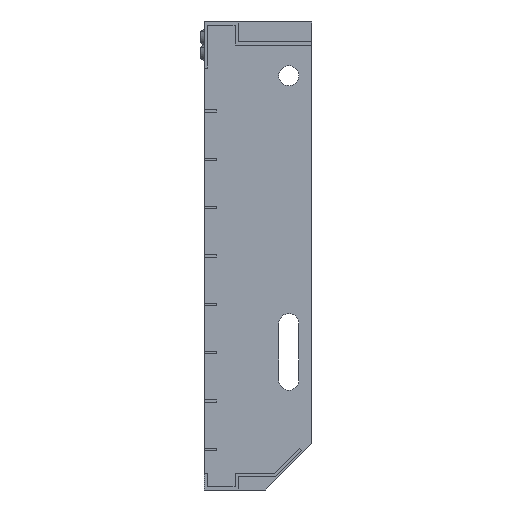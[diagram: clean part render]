
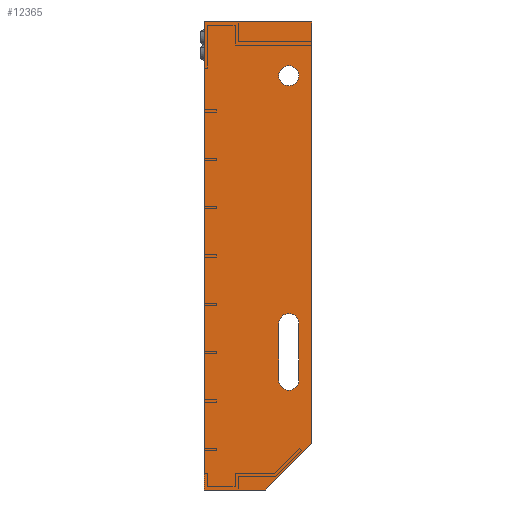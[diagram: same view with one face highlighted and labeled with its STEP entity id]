
A CAD part, left-side view. The second image highlights one B-rep face of the part: STEP entity #12365.
In plain terms, the highlighted planar face has unit normal (-1, 0, 0).
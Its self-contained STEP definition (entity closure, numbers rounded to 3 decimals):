
#208 = AXIS2_PLACEMENT_3D ( 'NONE', #9927, #12695, #16123 ) ;
#715 = ORIENTED_EDGE ( 'NONE', *, *, #39487, .T. ) ;
#1681 = CIRCLE ( 'NONE', #33328, 6.5 ) ;
#1725 = ORIENTED_EDGE ( 'NONE', *, *, #2617, .T. ) ;
#2260 = FACE_OUTER_BOUND ( 'NONE', #28215, .T. ) ;
#2419 = DIRECTION ( 'NONE',  ( 0., 0., -1. ) ) ;
#2617 = EDGE_CURVE ( 'NONE', #3127, #15437, #1681, .T. ) ;
#2853 = CARTESIAN_POINT ( 'NONE',  ( -750., 21.5, -233.5 ) ) ;
#2961 = ORIENTED_EDGE ( 'NONE', *, *, #10320, .T. ) ;
#3127 = VERTEX_POINT ( 'NONE', #18292 ) ;
#3354 = LINE ( 'NONE', #9886, #20503 ) ;
#3805 = EDGE_LOOP ( 'NONE', ( #12571, #2961, #13233, #715, #24980 ) ) ;
#4090 = CARTESIAN_POINT ( 'NONE',  ( -750., 21.5, -233.5 ) ) ;
#4226 = CARTESIAN_POINT ( 'NONE',  ( -750., 30., -305. ) ) ;
#4470 = CARTESIAN_POINT ( 'NONE',  ( -750., 70., -305. ) ) ;
#4536 = VECTOR ( 'NONE', #7670, 1000. ) ;
#4894 = LINE ( 'NONE', #25572, #28991 ) ;
#5095 = CARTESIAN_POINT ( 'NONE',  ( -750., 70., -305. ) ) ;
#5217 = AXIS2_PLACEMENT_3D ( 'NONE', #22080, #12218, #8279 ) ;
#5361 = VECTOR ( 'NONE', #16438, 1000. ) ;
#5412 = ORIENTED_EDGE ( 'NONE', *, *, #13428, .F. ) ;
#5657 = CARTESIAN_POINT ( 'NONE',  ( -750., 8.5, -233.5 ) ) ;
#5826 = EDGE_CURVE ( 'NONE', #19542, #23902, #34176, .T. ) ;
#6498 = EDGE_CURVE ( 'NONE', #23902, #34487, #14837, .T. ) ;
#6695 = EDGE_CURVE ( 'NONE', #22265, #42744, #17497, .T. ) ;
#6905 = VERTEX_POINT ( 'NONE', #2853 ) ;
#7670 = DIRECTION ( 'NONE',  ( 0., 0., 1. ) ) ;
#8279 = DIRECTION ( 'NONE',  ( 0., 0., 1. ) ) ;
#8326 = CARTESIAN_POINT ( 'NONE',  ( -750., 0., 0. ) ) ;
#8780 = CARTESIAN_POINT ( 'NONE',  ( -750., 15., -35. ) ) ;
#8831 = CARTESIAN_POINT ( 'NONE',  ( -750., 15., -41.5 ) ) ;
#8916 = VECTOR ( 'NONE', #35797, 1000. ) ;
#9886 = CARTESIAN_POINT ( 'NONE',  ( -750., 0., 0. ) ) ;
#9927 = CARTESIAN_POINT ( 'NONE',  ( -750., 15., -233.5 ) ) ;
#10137 = VERTEX_POINT ( 'NONE', #19911 ) ;
#10320 = EDGE_CURVE ( 'NONE', #34775, #10137, #15849, .T. ) ;
#11116 = CARTESIAN_POINT ( 'NONE',  ( -750., 30., -305. ) ) ;
#11644 = DIRECTION ( 'NONE',  ( 0., 0., -1. ) ) ;
#11948 = ORIENTED_EDGE ( 'NONE', *, *, #24944, .F. ) ;
#12218 = DIRECTION ( 'NONE',  ( 1., 0., 0. ) ) ;
#12365 = ADVANCED_FACE ( 'NONE', ( #37609, #38157, #2260 ), #31534, .F. ) ;
#12571 = ORIENTED_EDGE ( 'NONE', *, *, #31725, .T. ) ;
#12695 = DIRECTION ( 'NONE',  ( 1., 0., 0. ) ) ;
#13233 = ORIENTED_EDGE ( 'NONE', *, *, #13690, .T. ) ;
#13428 = EDGE_CURVE ( 'NONE', #22145, #19542, #4894, .T. ) ;
#13690 = EDGE_CURVE ( 'NONE', #10137, #6905, #33246, .T. ) ;
#14450 = EDGE_LOOP ( 'NONE', ( #25728, #1725 ) ) ;
#14451 = DIRECTION ( 'NONE',  ( 0., 0.707, -0.707 ) ) ;
#14837 = LINE ( 'NONE', #5095, #8916 ) ;
#15021 = ORIENTED_EDGE ( 'NONE', *, *, #29728, .F. ) ;
#15437 = VERTEX_POINT ( 'NONE', #8831 ) ;
#15772 = DIRECTION ( 'NONE',  ( 0., 0., -1. ) ) ;
#15849 = CIRCLE ( 'NONE', #42444, 6.5 ) ;
#16123 = DIRECTION ( 'NONE',  ( 0., 0., -1. ) ) ;
#16438 = DIRECTION ( 'NONE',  ( 0., 0., 1. ) ) ;
#17497 = CIRCLE ( 'NONE', #41216, 6.5 ) ;
#17671 = DIRECTION ( 'NONE',  ( 1., 0., 0. ) ) ;
#18249 = ORIENTED_EDGE ( 'NONE', *, *, #6498, .F. ) ;
#18292 = CARTESIAN_POINT ( 'NONE',  ( -750., 15., -28.5 ) ) ;
#19278 = CARTESIAN_POINT ( 'NONE',  ( -750., 8.5, -196.5 ) ) ;
#19542 = VERTEX_POINT ( 'NONE', #38309 ) ;
#19911 = CARTESIAN_POINT ( 'NONE',  ( -750., 15., -240. ) ) ;
#20503 = VECTOR ( 'NONE', #23848, 1000. ) ;
#22080 = CARTESIAN_POINT ( 'NONE',  ( -750., 0., 0. ) ) ;
#22145 = VERTEX_POINT ( 'NONE', #8326 ) ;
#22265 = VERTEX_POINT ( 'NONE', #33056 ) ;
#23460 = ORIENTED_EDGE ( 'NONE', *, *, #5826, .F. ) ;
#23848 = DIRECTION ( 'NONE',  ( 0., -1., 0. ) ) ;
#23902 = VERTEX_POINT ( 'NONE', #4226 ) ;
#24002 = VECTOR ( 'NONE', #14451, 1000. ) ;
#24944 = EDGE_CURVE ( 'NONE', #34487, #42524, #38572, .T. ) ;
#24980 = ORIENTED_EDGE ( 'NONE', *, *, #6695, .T. ) ;
#25572 = CARTESIAN_POINT ( 'NONE',  ( -750., 0., -275. ) ) ;
#25728 = ORIENTED_EDGE ( 'NONE', *, *, #38279, .T. ) ;
#26789 = CARTESIAN_POINT ( 'NONE',  ( -750., 70., 0. ) ) ;
#28215 = EDGE_LOOP ( 'NONE', ( #5412, #15021, #11948, #18249, #23460 ) ) ;
#28991 = VECTOR ( 'NONE', #11644, 1000. ) ;
#29120 = CIRCLE ( 'NONE', #36080, 6.5 ) ;
#29728 = EDGE_CURVE ( 'NONE', #42524, #22145, #3354, .T. ) ;
#30938 = CARTESIAN_POINT ( 'NONE',  ( -750., 15., -35. ) ) ;
#31091 = DIRECTION ( 'NONE',  ( 0., 0., -1. ) ) ;
#31148 = VECTOR ( 'NONE', #2419, 1000. ) ;
#31265 = CARTESIAN_POINT ( 'NONE',  ( -750., 70., 0. ) ) ;
#31534 = PLANE ( 'NONE',  #5217 ) ;
#31725 = EDGE_CURVE ( 'NONE', #42744, #34775, #32222, .T. ) ;
#32222 = LINE ( 'NONE', #33430, #31148 ) ;
#32419 = LINE ( 'NONE', #4090, #4536 ) ;
#33056 = CARTESIAN_POINT ( 'NONE',  ( -750., 21.5, -196.5 ) ) ;
#33246 = CIRCLE ( 'NONE', #208, 6.5 ) ;
#33328 = AXIS2_PLACEMENT_3D ( 'NONE', #8780, #35770, #42781 ) ;
#33430 = CARTESIAN_POINT ( 'NONE',  ( -750., 8.5, -196.5 ) ) ;
#34176 = LINE ( 'NONE', #11116, #24002 ) ;
#34487 = VERTEX_POINT ( 'NONE', #4470 ) ;
#34775 = VERTEX_POINT ( 'NONE', #5657 ) ;
#35770 = DIRECTION ( 'NONE',  ( 1., 0., 0. ) ) ;
#35797 = DIRECTION ( 'NONE',  ( 0., 1., 0. ) ) ;
#36080 = AXIS2_PLACEMENT_3D ( 'NONE', #30938, #37370, #31091 ) ;
#37370 = DIRECTION ( 'NONE',  ( 1., 0., 0. ) ) ;
#37562 = DIRECTION ( 'NONE',  ( 0., 0., -1. ) ) ;
#37609 = FACE_BOUND ( 'NONE', #3805, .T. ) ;
#38140 = CARTESIAN_POINT ( 'NONE',  ( -750., 15., -233.5 ) ) ;
#38157 = FACE_BOUND ( 'NONE', #14450, .T. ) ;
#38279 = EDGE_CURVE ( 'NONE', #15437, #3127, #29120, .T. ) ;
#38309 = CARTESIAN_POINT ( 'NONE',  ( -750., 0., -275. ) ) ;
#38572 = LINE ( 'NONE', #26789, #5361 ) ;
#39487 = EDGE_CURVE ( 'NONE', #6905, #22265, #32419, .T. ) ;
#41216 = AXIS2_PLACEMENT_3D ( 'NONE', #43141, #43007, #15772 ) ;
#42444 = AXIS2_PLACEMENT_3D ( 'NONE', #38140, #17671, #37562 ) ;
#42524 = VERTEX_POINT ( 'NONE', #31265 ) ;
#42744 = VERTEX_POINT ( 'NONE', #19278 ) ;
#42781 = DIRECTION ( 'NONE',  ( 0., 0., -1. ) ) ;
#43007 = DIRECTION ( 'NONE',  ( 1., 0., 0. ) ) ;
#43141 = CARTESIAN_POINT ( 'NONE',  ( -750., 15., -196.5 ) ) ;
